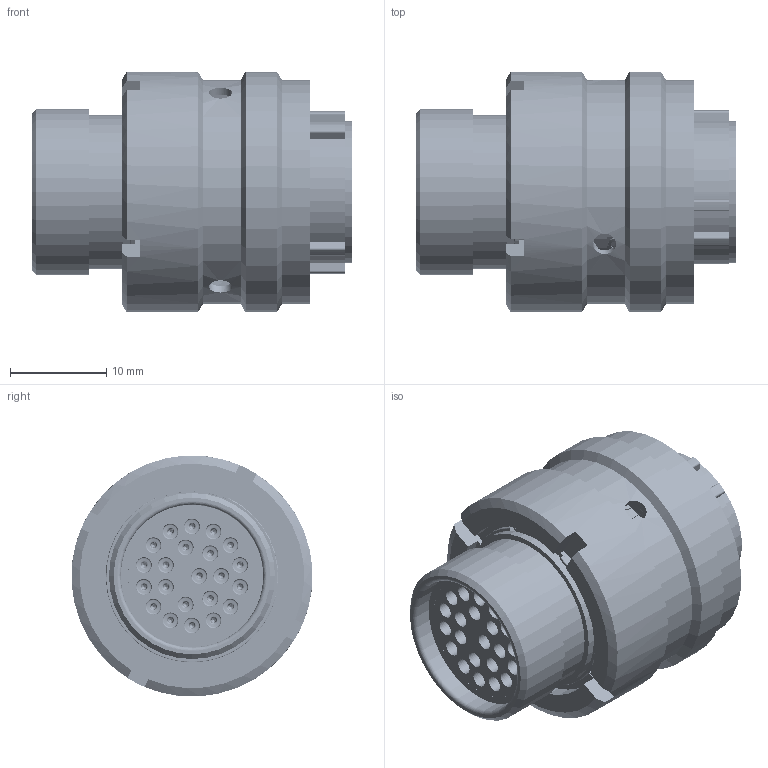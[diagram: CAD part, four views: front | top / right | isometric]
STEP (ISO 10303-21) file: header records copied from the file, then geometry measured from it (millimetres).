
FILE_DESCRIPTION (( 'STEP AP214' ), '1' );
FILE_NAME ('AS612-35PN.STEP', '2013-05-31T11:06:56', ( 'TE Connectivity' ), ( 'TE Connectivity' ), 'SwSTEP 2.0', 'SolidWorks 2011', '' );
FILE_SCHEMA (( 'AUTOMOTIVE_DESIGN' ));
Length unit declared in the file: inch
Products named in the file (1): AS612-35PN
Bounding box: 33.37 x 25.08 x 25.08 mm (x, y, z)
Volume: 6672.4 mm3; surface area: 14350.3 mm2
Topology: 31 solids, 31 shells, 3728 faces, 8735 edges, 5228 vertices
Faces by surface type: cylinder 1235, torus 934, plane 871, cone 672, bspline 9, sphere 7
Entity records: 163507 total; most frequent: CARTESIAN_POINT 28999, DIRECTION 19220, ORIENTED_EDGE 17348, EDGE_CURVE 8674, AXIS2_PLACEMENT_3D 8363, VERTEX_POINT 5218, CIRCLE 4646, EDGE_LOOP 4166
